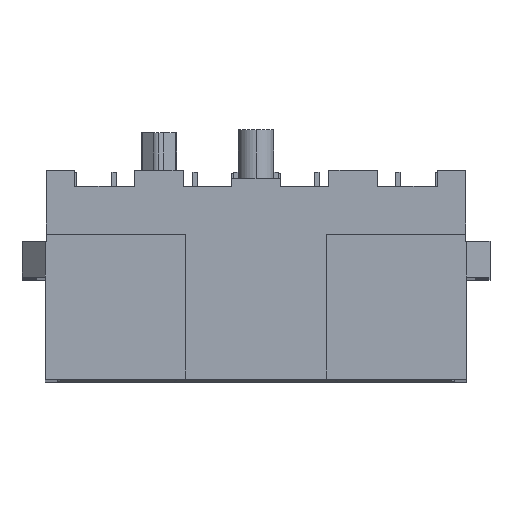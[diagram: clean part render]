
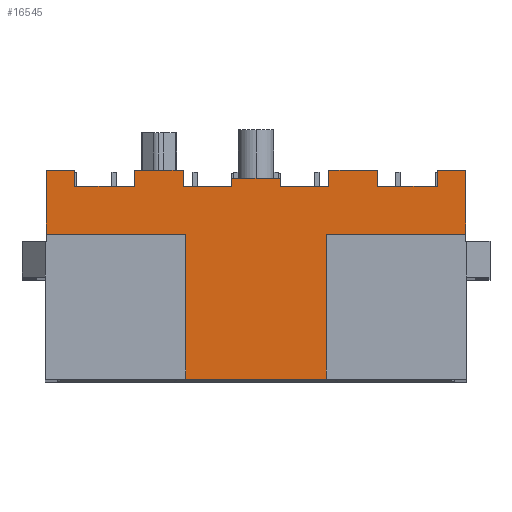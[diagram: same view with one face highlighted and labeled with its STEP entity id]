
A CAD part, top view. The second image highlights one B-rep face of the part: STEP entity #16545.
In plain terms, the highlighted planar face has unit normal (0, 0, 1).
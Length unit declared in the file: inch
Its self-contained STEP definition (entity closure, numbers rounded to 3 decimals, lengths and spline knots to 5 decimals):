
#2117=DIRECTION('',(-1.,0.,0.));
#2118=VECTOR('',#2117,0.1725);
#2119=CARTESIAN_POINT('',(-0.1365,0.223,0.348));
#2120=LINE('',#2119,#2118);
#2129=DIRECTION('',(0.,-1.,0.));
#2130=VECTOR('',#2129,0.079);
#2131=CARTESIAN_POINT('',(-0.309,0.302,0.348));
#2132=LINE('',#2131,#2130);
#2133=DIRECTION('',(-1.,0.,0.));
#2134=VECTOR('',#2133,0.035);
#2135=CARTESIAN_POINT('',(-0.274,0.302,0.348));
#2136=LINE('',#2135,#2134);
#2137=DIRECTION('',(0.,1.,0.));
#2138=VECTOR('',#2137,0.02);
#2139=CARTESIAN_POINT('',(-0.274,0.282,0.348));
#2140=LINE('',#2139,#2138);
#2141=DIRECTION('',(-1.,0.,0.));
#2142=VECTOR('',#2141,0.074);
#2143=CARTESIAN_POINT('',(-0.2,0.282,0.348));
#2144=LINE('',#2143,#2142);
#2145=DIRECTION('',(0.,-1.,0.));
#2146=VECTOR('',#2145,0.02);
#2147=CARTESIAN_POINT('',(-0.2,0.302,0.348));
#2148=LINE('',#2147,#2146);
#2149=DIRECTION('',(-1.,0.,0.));
#2150=VECTOR('',#2149,0.06);
#2151=CARTESIAN_POINT('',(-0.14,0.302,0.348));
#2152=LINE('',#2151,#2150);
#2153=DIRECTION('',(0.,1.,0.));
#2154=VECTOR('',#2153,0.02);
#2155=CARTESIAN_POINT('',(-0.14,0.282,0.348));
#2156=LINE('',#2155,#2154);
#2157=DIRECTION('',(-1.,0.,0.));
#2158=VECTOR('',#2157,0.06);
#2159=CARTESIAN_POINT('',(-0.08,0.282,0.348));
#2160=LINE('',#2159,#2158);
#2161=DIRECTION('',(0.,-1.,0.));
#2162=VECTOR('',#2161,0.01);
#2163=CARTESIAN_POINT('',(-0.08,0.292,0.348));
#2164=LINE('',#2163,#2162);
#2165=DIRECTION('',(-1.,0.,0.));
#2166=VECTOR('',#2165,0.06);
#2167=CARTESIAN_POINT('',(-0.02,0.292,0.348));
#2168=LINE('',#2167,#2166);
#2169=DIRECTION('',(0.,1.,0.));
#2170=VECTOR('',#2169,0.01);
#2171=CARTESIAN_POINT('',(-0.02,0.282,0.348));
#2172=LINE('',#2171,#2170);
#2173=DIRECTION('',(-1.,0.,0.));
#2174=VECTOR('',#2173,0.06);
#2175=CARTESIAN_POINT('',(0.04,0.282,0.348));
#2176=LINE('',#2175,#2174);
#2177=DIRECTION('',(0.,-1.,0.));
#2178=VECTOR('',#2177,0.02);
#2179=CARTESIAN_POINT('',(0.04,0.302,0.348));
#2180=LINE('',#2179,#2178);
#2181=DIRECTION('',(-1.,0.,0.));
#2182=VECTOR('',#2181,0.06);
#2183=CARTESIAN_POINT('',(0.1,0.302,0.348));
#2184=LINE('',#2183,#2182);
#2185=DIRECTION('',(0.,1.,0.));
#2186=VECTOR('',#2185,0.02);
#2187=CARTESIAN_POINT('',(0.1,0.282,0.348));
#2188=LINE('',#2187,#2186);
#2189=DIRECTION('',(-1.,0.,0.));
#2190=VECTOR('',#2189,0.074);
#2191=CARTESIAN_POINT('',(0.174,0.282,0.348));
#2192=LINE('',#2191,#2190);
#2193=DIRECTION('',(0.,-1.,0.));
#2194=VECTOR('',#2193,0.02);
#2195=CARTESIAN_POINT('',(0.174,0.302,0.348));
#2196=LINE('',#2195,#2194);
#2197=DIRECTION('',(-1.,0.,0.));
#2198=VECTOR('',#2197,0.035);
#2199=CARTESIAN_POINT('',(0.209,0.302,0.348));
#2200=LINE('',#2199,#2198);
#2201=DIRECTION('',(0.,1.,0.));
#2202=VECTOR('',#2201,0.079);
#2203=CARTESIAN_POINT('',(0.209,0.223,0.348));
#2204=LINE('',#2203,#2202);
#2205=DIRECTION('',(0.,1.,0.));
#2206=VECTOR('',#2205,0.179);
#2207=CARTESIAN_POINT('',(0.0365,0.044,0.348));
#2208=LINE('',#2207,#2206);
#2209=DIRECTION('',(1.,0.,0.));
#2210=VECTOR('',#2209,0.173);
#2211=CARTESIAN_POINT('',(-0.1365,0.044,0.348));
#2212=LINE('',#2211,#2210);
#2371=DIRECTION('',(-1.,0.,0.));
#2372=VECTOR('',#2371,0.1725);
#2373=CARTESIAN_POINT('',(0.209,0.223,0.348));
#2374=LINE('',#2373,#2372);
#2459=DIRECTION('',(0.,1.,0.));
#2460=VECTOR('',#2459,0.179);
#2461=CARTESIAN_POINT('',(-0.1365,0.044,0.348));
#2462=LINE('',#2461,#2460);
#10389=CARTESIAN_POINT('',(-0.2,0.302,0.348));
#10390=VERTEX_POINT('',#10389);
#10391=CARTESIAN_POINT('',(-0.2,0.282,0.348));
#10392=VERTEX_POINT('',#10391);
#10393=CARTESIAN_POINT('',(-0.309,0.302,0.348));
#10395=VERTEX_POINT('',#10393);
#10399=CARTESIAN_POINT('',(-0.274,0.302,0.348));
#10400=VERTEX_POINT('',#10399);
#12156=CARTESIAN_POINT('',(-0.08,0.282,0.348));
#12158=VERTEX_POINT('',#12156);
#12159=CARTESIAN_POINT('',(-0.14,0.282,0.348));
#12160=VERTEX_POINT('',#12159);
#12163=CARTESIAN_POINT('',(-0.274,0.282,0.348));
#12164=VERTEX_POINT('',#12163);
#12165=CARTESIAN_POINT('',(-0.14,0.302,0.348));
#12166=VERTEX_POINT('',#12165);
#12167=CARTESIAN_POINT('',(-0.08,0.292,0.348));
#12168=VERTEX_POINT('',#12167);
#12169=CARTESIAN_POINT('',(-0.02,0.292,0.348));
#12170=VERTEX_POINT('',#12169);
#12171=CARTESIAN_POINT('',(-0.02,0.282,0.348));
#12172=VERTEX_POINT('',#12171);
#12173=CARTESIAN_POINT('',(0.04,0.282,0.348));
#12174=VERTEX_POINT('',#12173);
#12175=CARTESIAN_POINT('',(0.04,0.302,0.348));
#12176=VERTEX_POINT('',#12175);
#12177=CARTESIAN_POINT('',(0.1,0.302,0.348));
#12178=VERTEX_POINT('',#12177);
#12179=CARTESIAN_POINT('',(0.1,0.282,0.348));
#12180=VERTEX_POINT('',#12179);
#12181=CARTESIAN_POINT('',(0.174,0.282,0.348));
#12182=VERTEX_POINT('',#12181);
#12183=CARTESIAN_POINT('',(0.174,0.302,0.348));
#12184=VERTEX_POINT('',#12183);
#12185=CARTESIAN_POINT('',(0.209,0.302,0.348));
#12186=VERTEX_POINT('',#12185);
#12187=CARTESIAN_POINT('',(0.209,0.223,0.348));
#12188=VERTEX_POINT('',#12187);
#12189=CARTESIAN_POINT('',(0.0365,0.223,0.348));
#12190=VERTEX_POINT('',#12189);
#12191=CARTESIAN_POINT('',(0.0365,0.044,0.348));
#12192=VERTEX_POINT('',#12191);
#12193=CARTESIAN_POINT('',(-0.1365,0.044,0.348));
#12194=VERTEX_POINT('',#12193);
#12195=CARTESIAN_POINT('',(-0.1365,0.223,0.348));
#12196=VERTEX_POINT('',#12195);
#12197=CARTESIAN_POINT('',(-0.309,0.223,0.348));
#12198=VERTEX_POINT('',#12197);
#16491=CARTESIAN_POINT('',(-0.3065,0.103,0.348));
#16492=DIRECTION('',(0.,0.,1.));
#16493=DIRECTION('',(-1.,0.,0.));
#16494=AXIS2_PLACEMENT_3D('',#16491,#16492,#16493);
#16495=PLANE('',#16494);
#16497=ORIENTED_EDGE('',*,*,#16496,.F.);
#16499=ORIENTED_EDGE('',*,*,#16498,.F.);
#16501=ORIENTED_EDGE('',*,*,#16500,.F.);
#16503=ORIENTED_EDGE('',*,*,#16502,.F.);
#16505=ORIENTED_EDGE('',*,*,#16504,.F.);
#16507=ORIENTED_EDGE('',*,*,#16506,.F.);
#16509=ORIENTED_EDGE('',*,*,#16508,.F.);
#16511=ORIENTED_EDGE('',*,*,#16510,.F.);
#16513=ORIENTED_EDGE('',*,*,#16512,.F.);
#16515=ORIENTED_EDGE('',*,*,#16514,.F.);
#16517=ORIENTED_EDGE('',*,*,#16516,.F.);
#16519=ORIENTED_EDGE('',*,*,#16518,.F.);
#16521=ORIENTED_EDGE('',*,*,#16520,.F.);
#16523=ORIENTED_EDGE('',*,*,#16522,.F.);
#16525=ORIENTED_EDGE('',*,*,#16524,.F.);
#16527=ORIENTED_EDGE('',*,*,#16526,.F.);
#16529=ORIENTED_EDGE('',*,*,#16528,.F.);
#16531=ORIENTED_EDGE('',*,*,#16530,.F.);
#16533=ORIENTED_EDGE('',*,*,#16532,.F.);
#16535=ORIENTED_EDGE('',*,*,#16534,.T.);
#16537=ORIENTED_EDGE('',*,*,#16536,.F.);
#16539=ORIENTED_EDGE('',*,*,#16538,.F.);
#16541=ORIENTED_EDGE('',*,*,#16540,.T.);
#16542=ORIENTED_EDGE('',*,*,#16481,.T.);
#16543=EDGE_LOOP('',(#16497,#16499,#16501,#16503,#16505,#16507,#16509,#16511,
#16513,#16515,#16517,#16519,#16521,#16523,#16525,#16527,#16529,#16531,#16533,
#16535,#16537,#16539,#16541,#16542));
#16544=FACE_OUTER_BOUND('',#16543,.F.);
#16545=ADVANCED_FACE('',(#16544),#16495,.T.);
#16481=EDGE_CURVE('',#12196,#12198,#2120,.T.);
#16496=EDGE_CURVE('',#10395,#12198,#2132,.T.);
#16498=EDGE_CURVE('',#10400,#10395,#2136,.T.);
#16500=EDGE_CURVE('',#12164,#10400,#2140,.T.);
#16502=EDGE_CURVE('',#10392,#12164,#2144,.T.);
#16504=EDGE_CURVE('',#10390,#10392,#2148,.T.);
#16506=EDGE_CURVE('',#12166,#10390,#2152,.T.);
#16508=EDGE_CURVE('',#12160,#12166,#2156,.T.);
#16510=EDGE_CURVE('',#12158,#12160,#2160,.T.);
#16512=EDGE_CURVE('',#12168,#12158,#2164,.T.);
#16514=EDGE_CURVE('',#12170,#12168,#2168,.T.);
#16516=EDGE_CURVE('',#12172,#12170,#2172,.T.);
#16518=EDGE_CURVE('',#12174,#12172,#2176,.T.);
#16520=EDGE_CURVE('',#12176,#12174,#2180,.T.);
#16522=EDGE_CURVE('',#12178,#12176,#2184,.T.);
#16524=EDGE_CURVE('',#12180,#12178,#2188,.T.);
#16526=EDGE_CURVE('',#12182,#12180,#2192,.T.);
#16528=EDGE_CURVE('',#12184,#12182,#2196,.T.);
#16530=EDGE_CURVE('',#12186,#12184,#2200,.T.);
#16532=EDGE_CURVE('',#12188,#12186,#2204,.T.);
#16534=EDGE_CURVE('',#12188,#12190,#2374,.T.);
#16536=EDGE_CURVE('',#12192,#12190,#2208,.T.);
#16538=EDGE_CURVE('',#12194,#12192,#2212,.T.);
#16540=EDGE_CURVE('',#12194,#12196,#2462,.T.);
